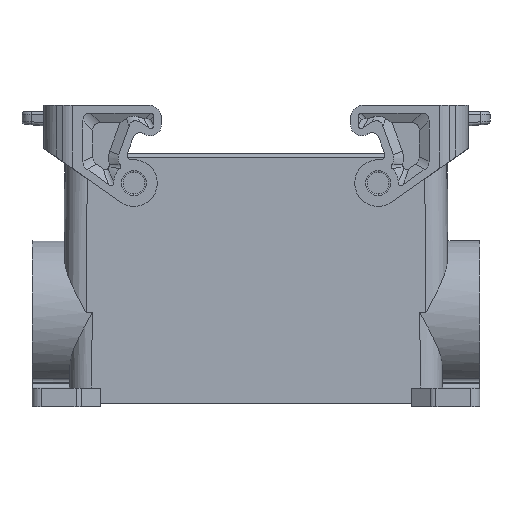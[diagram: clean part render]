
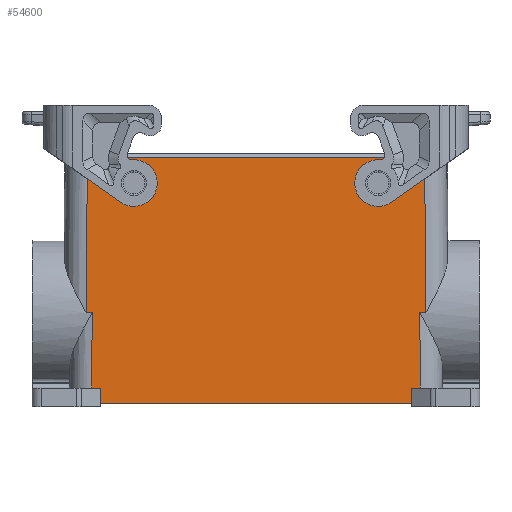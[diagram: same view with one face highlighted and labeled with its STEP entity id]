
A CAD part, front view. The second image highlights one B-rep face of the part: STEP entity #54600.
In plain terms, the highlighted face is planar.
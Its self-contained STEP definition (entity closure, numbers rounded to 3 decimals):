
#6460=CARTESIAN_POINT('',(-80.893,-26.195,
23.435));
#6470=VERTEX_POINT('',#6460);
#6500=CARTESIAN_POINT('',(-90.554,-26.195,
23.435));
#6510=DIRECTION('',(-1.,0.,0.));
#6520=VECTOR('',#6510,1.);
#6530=LINE('',#6500,#6520);
#6540=CARTESIAN_POINT('',(-78.912,-26.195,
23.435));
#6550=VERTEX_POINT('',#6540);
#6560=EDGE_CURVE('',#6550,#6470,#6530,.T.);
#11030=CARTESIAN_POINT('',(26.419,-26.195,
23.435));
#11040=VERTEX_POINT('',#11030);
#11070=CARTESIAN_POINT('',(24.821,-26.195,
23.435));
#11080=DIRECTION('',(1.,0.,0.));
#11090=VECTOR('',#11080,1.);
#11100=LINE('',#11070,#11090);
#11110=CARTESIAN_POINT('',(28.4,-26.195,
23.435));
#11120=VERTEX_POINT('',#11110);
#11130=EDGE_CURVE('',#11040,#11120,#11100,.T.);
#49960=CARTESIAN_POINT('',(-80.466,23.6,23.));
#49970=VERTEX_POINT('',#49960);
#50630=CARTESIAN_POINT('',(27.973,23.6,23.))
;
#50640=VERTEX_POINT('',#50630);
#50670=CARTESIAN_POINT('',(0.,23.6,23.));
#50680=DIRECTION('',(1.,0.,0.));
#50690=VECTOR('',#50680,1.);
#50700=LINE('',#50670,#50690);
#50710=EDGE_CURVE('',#49970,#50640,#50700,.T.);
#51220=CARTESIAN_POINT('',(0.,-50.4,23.646));
#51230=DIRECTION('',(1.,0.,0.));
#51240=VECTOR('',#51230,1.);
#51250=LINE('',#51220,#51240);
#51260=CARTESIAN_POINT('',(23.753,-50.4,23.646));
#51270=VERTEX_POINT('',#51260);
#51280=CARTESIAN_POINT('',(26.624,-50.4,23.646))
;
#51290=VERTEX_POINT('',#51280);
#51300=EDGE_CURVE('',#51270,#51290,#51250,.T.);
#52630=CARTESIAN_POINT('',(-61.997,15.5,
23.071));
#52640=VERTEX_POINT('',#52630);
#52820=CARTESIAN_POINT('',(-68.997,15.5,
23.071));
#52830=VERTEX_POINT('',#52820);
#52860=CARTESIAN_POINT('',(-65.497,15.5,
23.071));
#52870=DIRECTION('',(0.,0.009,
1.));
#52880=DIRECTION('',(0.,1.,
-0.009));
#52890=AXIS2_PLACEMENT_3D('',#52860,#52870,#52880);
#52900=ELLIPSE('',#52890,3.5,3.5);
#52910=EDGE_CURVE('',#52640,#52830,#52900,.T.);
#53470=CARTESIAN_POINT('',(23.125,0.,23.206));
#53480=DIRECTION('',(-0.012,1.,
-0.009));
#53490=VECTOR('',#53480,1.);
#53500=LINE('',#53470,#53490);
#53510=CARTESIAN_POINT('',(23.816,-55.4,23.689)
);
#53520=VERTEX_POINT('',#53510);
#53530=EDGE_CURVE('',#53520,#51270,#53500,.T.);
#53800=CARTESIAN_POINT('',(-74.247,1.601,
23.192));
#53810=DIRECTION('',(0.,0.009,
1.));
#53820=DIRECTION('',(1.,0.,0.));
#53830=AXIS2_PLACEMENT_3D('',#53800,#53810,#53820);
#53840=PLANE('',#53830);
#53850=EDGE_CURVE('',#52830,#52640,#52900,.T.);
#53860=ORIENTED_EDGE('',*,*,#53850,.F.);
#53870=ORIENTED_EDGE('',*,*,#52910,.F.);
#53880=EDGE_LOOP('',(#53870,#53860));
#53890=FACE_BOUND('',#53880,.T.);
#53900=CARTESIAN_POINT('',(13.003,15.5,
23.071));
#53910=DIRECTION('',(0.,0.009,
1.));
#53920=DIRECTION('',(0.,1.,
-0.009));
#53930=AXIS2_PLACEMENT_3D('',#53900,#53910,#53920);
#53940=ELLIPSE('',#53930,3.5,3.5);
#53950=CARTESIAN_POINT('',(9.503,15.5,
23.071));
#53960=VERTEX_POINT('',#53950);
#53970=CARTESIAN_POINT('',(16.503,15.5,
23.071));
#53980=VERTEX_POINT('',#53970);
#53990=EDGE_CURVE('',#53960,#53980,#53940,.T.);
#54000=ORIENTED_EDGE('',*,*,#53990,.F.);
#54010=EDGE_CURVE('',#53980,#53960,#53940,.T.);
#54020=ORIENTED_EDGE('',*,*,#54010,.F.);
#54030=EDGE_LOOP('',(#54020,#54000));
#54040=FACE_BOUND('',#54030,.T.);
#54050=CARTESIAN_POINT('',(-78.688,0.061,
23.205));
#54060=DIRECTION('',(-0.009,-1.,
0.009));
#54070=VECTOR('',#54060,1.);
#54080=LINE('',#54050,#54070);
#54090=CARTESIAN_POINT('',(-79.117,-50.4,23.646
));
#54100=VERTEX_POINT('',#54090);
#54110=EDGE_CURVE('',#6550,#54100,#54080,.T.);
#54120=ORIENTED_EDGE('',*,*,#54110,.T.);
#54130=ORIENTED_EDGE('',*,*,#6560,.F.);
#54140=CARTESIAN_POINT('',(-80.668,0.061,
23.205));
#54150=DIRECTION('',(0.009,1.,
-0.009));
#54160=VECTOR('',#54150,1.);
#54170=LINE('',#54140,#54160);
#54180=EDGE_CURVE('',#6470,#49970,#54170,.T.);
#54190=ORIENTED_EDGE('',*,*,#54180,.F.);
#54200=ORIENTED_EDGE('',*,*,#50710,.F.);
#54210=CARTESIAN_POINT('',(28.175,0.061,
23.205));
#54220=DIRECTION('',(-0.009,1.,
-0.009));
#54230=VECTOR('',#54220,1.);
#54240=LINE('',#54210,#54230);
#54250=EDGE_CURVE('',#11120,#50640,#54240,.T.);
#54260=ORIENTED_EDGE('',*,*,#54250,.T.);
#54270=ORIENTED_EDGE('',*,*,#11130,.T.);
#54280=CARTESIAN_POINT('',(26.195,0.061,
23.205));
#54290=DIRECTION('',(-0.009,1.,
-0.009));
#54300=VECTOR('',#54290,1.);
#54310=LINE('',#54280,#54300);
#54320=EDGE_CURVE('',#51290,#11040,#54310,.T.);
#54330=ORIENTED_EDGE('',*,*,#54320,.T.);
#54340=ORIENTED_EDGE('',*,*,#51300,.T.);
#54350=ORIENTED_EDGE('',*,*,#53530,.T.);
#54360=CARTESIAN_POINT('',(0.,-55.4,23.689));
#54370=DIRECTION('',(-1.,0.,0.));
#54380=VECTOR('',#54370,1.);
#54390=LINE('',#54360,#54380);
#54400=CARTESIAN_POINT('',(-76.309,-55.4,23.689
));
#54410=VERTEX_POINT('',#54400);
#54420=EDGE_CURVE('',#53520,#54410,#54390,.T.);
#54430=ORIENTED_EDGE('',*,*,#54420,.F.);
#54440=CARTESIAN_POINT('',(-75.618,0.,23.206));
#54450=DIRECTION('',(-0.012,-1.,
0.009));
#54460=VECTOR('',#54450,1.);
#54470=LINE('',#54440,#54460);
#54480=CARTESIAN_POINT('',(-76.247,-50.4,23.646)
);
#54490=VERTEX_POINT('',#54480);
#54500=EDGE_CURVE('',#54490,#54410,#54470,.T.);
#54510=ORIENTED_EDGE('',*,*,#54500,.T.);
#54520=CARTESIAN_POINT('',(0.,-50.4,23.646));
#54530=DIRECTION('',(1.,0.,0.));
#54540=VECTOR('',#54530,1.);
#54550=LINE('',#54520,#54540);
#54560=EDGE_CURVE('',#54100,#54490,#54550,.T.);
#54570=ORIENTED_EDGE('',*,*,#54560,.T.);
#54580=EDGE_LOOP('',(#54570,#54510,#54430,#54350,#54340,#54330,#54270,
#54260,#54200,#54190,#54130,#54120));
#54590=FACE_OUTER_BOUND('',#54580,.T.);
#54600=ADVANCED_FACE('',(#53890,#54040,#54590),#53840,.T.);
